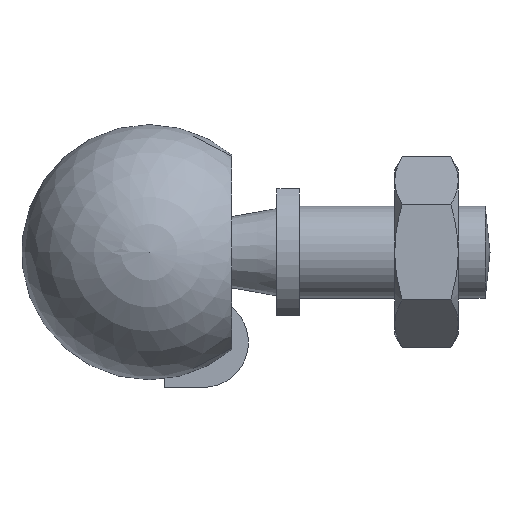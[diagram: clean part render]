
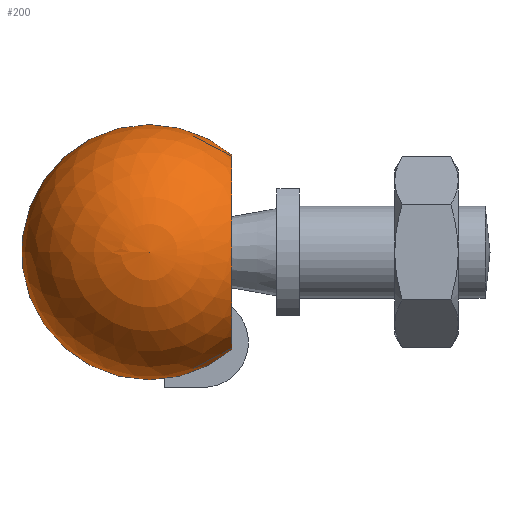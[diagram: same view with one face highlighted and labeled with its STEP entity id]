
A CAD part, left-side view. The second image highlights one B-rep face of the part: STEP entity #200.
In plain terms, the highlighted spherical face has radius 11.05 mm.
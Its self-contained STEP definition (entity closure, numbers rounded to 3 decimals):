
#200 = ADVANCED_FACE( '', ( #421, #422, #423 ), #424, .T. );
#421 = FACE_BOUND( '', #643, .T. );
#422 = FACE_OUTER_BOUND( '', #644, .T. );
#423 = FACE_BOUND( '', #645, .T. );
#424 = SPHERICAL_SURFACE( '', #646, 11.05 );
#643 = VERTEX_LOOP( '', #1134 );
#644 = EDGE_LOOP( '', ( #1135, #1136, #1137, #1138 ) );
#645 = EDGE_LOOP( '', ( #1139 ) );
#646 = AXIS2_PLACEMENT_3D( '', #1140, #1141, #1142 );
#1134 = VERTEX_POINT( '', #1393 );
#1135 = ORIENTED_EDGE( '', *, *, #1371, .F. );
#1136 = ORIENTED_EDGE( '', *, *, #1388, .F. );
#1137 = ORIENTED_EDGE( '', *, *, #1262, .F. );
#1138 = ORIENTED_EDGE( '', *, *, #1307, .F. );
#1139 = ORIENTED_EDGE( '', *, *, #1368, .T. );
#1140 = CARTESIAN_POINT( '', ( 0., 0., 0. ) );
#1141 = DIRECTION( '', ( 1., 0., 0. ) );
#1142 = DIRECTION( '', ( 0., 1., 0. ) );
#1262 = EDGE_CURVE( '', #1509, #1512, #1513, .F. );
#1307 = EDGE_CURVE( '', #1582, #1509, #1585, .F. );
#1368 = EDGE_CURVE( '', #1658, #1658, #1659, .F. );
#1371 = EDGE_CURVE( '', #1661, #1582, #1663, .F. );
#1388 = EDGE_CURVE( '', #1512, #1661, #1679, .T. );
#1393 = CARTESIAN_POINT( '', ( -11.05, 0., 0. ) );
#1509 = VERTEX_POINT( '', #1830 );
#1512 = VERTEX_POINT( '', #1834 );
#1513 = CIRCLE( '', #1835, 11.05 );
#1582 = VERTEX_POINT( '', #1986 );
#1585 = CIRCLE( '', #1990, 7.7 );
#1658 = VERTEX_POINT( '', #2145 );
#1659 = CIRCLE( '', #2146, 8.425 );
#1661 = VERTEX_POINT( '', #2148 );
#1663 = CIRCLE( '', #2157, 10.74 );
#1679 = CIRCLE( '', #2175, 6.979 );
#1830 = CARTESIAN_POINT( '', ( 7.925, -4.846, 5.984 ) );
#1834 = CARTESIAN_POINT( '', ( 8.567, -4.392, 5.424 ) );
#1835 = AXIS2_PLACEMENT_3D( '', #2296, #2297, #2298 );
#1986 = CARTESIAN_POINT( '', ( 7.925, -2.541, 7.269 ) );
#1990 = AXIS2_PLACEMENT_3D( '', #2333, #2334, #2335 );
#2145 = CARTESIAN_POINT( '', ( 0., -7.15, -8.425 ) );
#2146 = AXIS2_PLACEMENT_3D( '', #2391, #2392, #2393 );
#2148 = CARTESIAN_POINT( '', ( 8.567, -2.055, 6.669 ) );
#2157 = AXIS2_PLACEMENT_3D( '', #2394, #2395, #2396 );
#2175 = AXIS2_PLACEMENT_3D( '', #2411, #2412, #2413 );
#2296 = CARTESIAN_POINT( '', ( 0., 0., 0. ) );
#2297 = DIRECTION( '', ( 0., -0.777, -0.629 ) );
#2298 = DIRECTION( '', ( 0., 0.629, -0.777 ) );
#2333 = CARTESIAN_POINT( '', ( 7.925, 0., 0. ) );
#2334 = DIRECTION( '', ( -1., 0., 0. ) );
#2335 = DIRECTION( '', ( 0., 0., 1. ) );
#2391 = CARTESIAN_POINT( '', ( 0., -7.15, 0. ) );
#2392 = DIRECTION( '', ( 0., -1., 0. ) );
#2393 = DIRECTION( '', ( 0., 0., -1. ) );
#2394 = CARTESIAN_POINT( '', ( 0., 2.021, 1.636 ) );
#2395 = DIRECTION( '', ( 0., 0.777, 0.629 ) );
#2396 = DIRECTION( '', ( 0., -0.629, 0.777 ) );
#2411 = CARTESIAN_POINT( '', ( 8.567, 0., 0. ) );
#2412 = DIRECTION( '', ( 1., 0., 0. ) );
#2413 = DIRECTION( '', ( 0., 0., -1. ) );
